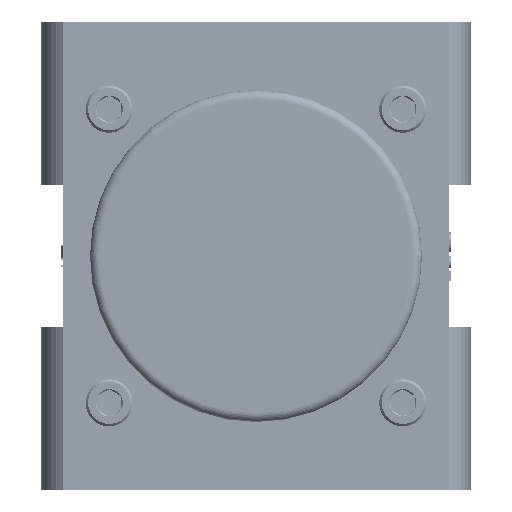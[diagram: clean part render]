
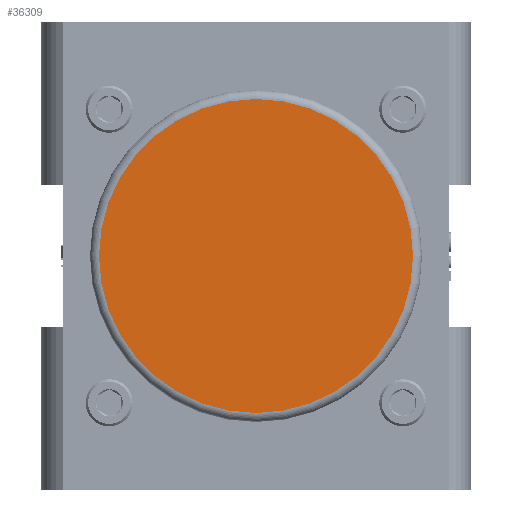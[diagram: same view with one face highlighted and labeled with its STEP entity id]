
A CAD part, front view. The second image highlights one B-rep face of the part: STEP entity #36309.
In plain terms, the highlighted planar face has unit normal (0, -1, 0).
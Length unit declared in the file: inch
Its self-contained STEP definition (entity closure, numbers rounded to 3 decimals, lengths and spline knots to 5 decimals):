
#1144 = VERTEX_POINT ( 'NONE', #27320 ) ;
#6777 = DIRECTION ( 'NONE',  ( 0., 1., 0. ) ) ;
#12693 = CIRCLE ( 'NONE', #47449, 1.04 ) ;
#16830 = DIRECTION ( 'NONE',  ( 0., 1., 0. ) ) ;
#20445 = AXIS2_PLACEMENT_3D ( 'NONE', #56347, #24608, #61673 ) ;
#24608 = DIRECTION ( 'NONE',  ( 0., -1., 0. ) ) ;
#27307 = CIRCLE ( 'NONE', #36502, 1.04 ) ;
#27320 = CARTESIAN_POINT ( 'NONE',  ( 0.51057, -1.34667, -1.48153 ) ) ;
#27694 = FACE_OUTER_BOUND ( 'NONE', #46446, .T. ) ;
#29373 = VERTEX_POINT ( 'NONE', #57754 ) ;
#36309 = ADVANCED_FACE ( 'NONE', ( #27694 ), #50965, .T. ) ;
#36502 = AXIS2_PLACEMENT_3D ( 'NONE', #38452, #6777, #43750 ) ;
#38452 = CARTESIAN_POINT ( 'NONE',  ( 0.51057, -1.34667, -0.44153 ) ) ;
#43750 = DIRECTION ( 'NONE',  ( 0., 0., 1. ) ) ;
#46446 = EDGE_LOOP ( 'NONE', ( #54242, #62196 ) ) ;
#46993 = EDGE_CURVE ( 'NONE', #1144, #29373, #27307, .T. ) ;
#47449 = AXIS2_PLACEMENT_3D ( 'NONE', #48425, #16830, #53788 ) ;
#48425 = CARTESIAN_POINT ( 'NONE',  ( 0.51057, -1.34667, -0.44153 ) ) ;
#50965 = PLANE ( 'NONE',  #20445 ) ;
#53788 = DIRECTION ( 'NONE',  ( 0., 0., 1. ) ) ;
#54242 = ORIENTED_EDGE ( 'NONE', *, *, #60195, .F. ) ;
#56347 = CARTESIAN_POINT ( 'NONE',  ( -0.52943, -1.34667, -0.44153 ) ) ;
#57754 = CARTESIAN_POINT ( 'NONE',  ( 0.51057, -1.34667, 0.59847 ) ) ;
#60195 = EDGE_CURVE ( 'NONE', #29373, #1144, #12693, .T. ) ;
#61673 = DIRECTION ( 'NONE',  ( 0., 0., -1. ) ) ;
#62196 = ORIENTED_EDGE ( 'NONE', *, *, #46993, .F. ) ;
